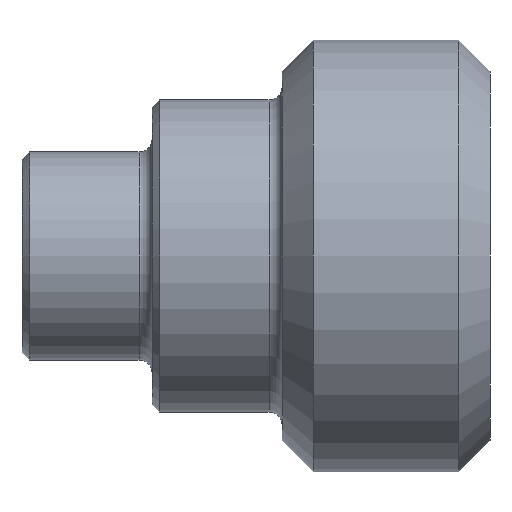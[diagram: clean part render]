
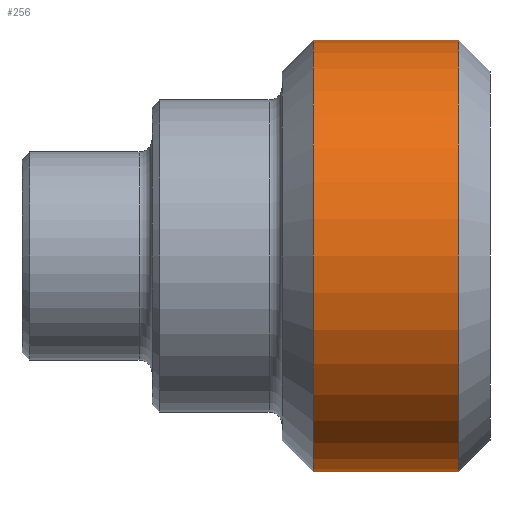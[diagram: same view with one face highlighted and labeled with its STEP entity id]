
A CAD part, front view. The second image highlights one B-rep face of the part: STEP entity #256.
In plain terms, the highlighted cylindrical face has radius 8.3 mm (diameter 16.6 mm), a full revolution.
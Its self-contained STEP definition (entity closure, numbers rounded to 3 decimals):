
#36=LINE('',#480,#46);
#46=VECTOR('',#402,8.3);
#52=CYLINDRICAL_SURFACE('',#313,8.3);
#65=FACE_OUTER_BOUND('',#84,.T.);
#84=EDGE_LOOP('',(#225,#226,#227,#228,#229,#230));
#108=CIRCLE('',#311,8.3);
#109=CIRCLE('',#312,8.3);
#110=CIRCLE('',#314,8.3);
#111=CIRCLE('',#315,8.3);
#131=VERTEX_POINT('',#470);
#132=VERTEX_POINT('',#471);
#133=VERTEX_POINT('',#476);
#134=VERTEX_POINT('',#477);
#162=EDGE_CURVE('',#131,#132,#108,.T.);
#163=EDGE_CURVE('',#132,#131,#109,.T.);
#165=EDGE_CURVE('',#133,#134,#110,.T.);
#166=EDGE_CURVE('',#134,#133,#111,.T.);
#167=EDGE_CURVE('',#134,#132,#36,.T.);
#225=ORIENTED_EDGE('',*,*,#165,.F.);
#226=ORIENTED_EDGE('',*,*,#166,.F.);
#227=ORIENTED_EDGE('',*,*,#167,.T.);
#228=ORIENTED_EDGE('',*,*,#162,.F.);
#229=ORIENTED_EDGE('',*,*,#163,.F.);
#230=ORIENTED_EDGE('',*,*,#167,.F.);
#256=ADVANCED_FACE('',(#65),#52,.T.);
#311=AXIS2_PLACEMENT_3D('',#472,#391,#392);
#312=AXIS2_PLACEMENT_3D('',#473,#393,#394);
#313=AXIS2_PLACEMENT_3D('',#475,#396,#397);
#314=AXIS2_PLACEMENT_3D('',#478,#398,#399);
#315=AXIS2_PLACEMENT_3D('',#479,#400,#401);
#391=DIRECTION('center_axis',(-1.,0.,0.));
#392=DIRECTION('ref_axis',(0.,-1.,0.));
#393=DIRECTION('center_axis',(-1.,0.,0.));
#394=DIRECTION('ref_axis',(0.,-1.,0.));
#396=DIRECTION('center_axis',(1.,0.,0.));
#397=DIRECTION('ref_axis',(0.,1.,0.));
#398=DIRECTION('center_axis',(1.,0.,0.));
#399=DIRECTION('ref_axis',(0.,-1.,0.));
#400=DIRECTION('center_axis',(1.,0.,0.));
#401=DIRECTION('ref_axis',(0.,-1.,0.));
#402=DIRECTION('',(-1.,0.,0.));
#470=CARTESIAN_POINT('',(-6.8,8.3,0.));
#471=CARTESIAN_POINT('',(-6.8,-8.3,0.));
#472=CARTESIAN_POINT('Origin',(-6.8,0.,0.));
#473=CARTESIAN_POINT('Origin',(-6.8,0.,0.));
#475=CARTESIAN_POINT('Origin',(-4.,0.,0.));
#476=CARTESIAN_POINT('',(-1.2,8.3,0.));
#477=CARTESIAN_POINT('',(-1.2,-8.3,0.));
#478=CARTESIAN_POINT('Origin',(-1.2,0.,0.));
#479=CARTESIAN_POINT('Origin',(-1.2,0.,0.));
#480=CARTESIAN_POINT('',(-4.,-8.3,0.));
